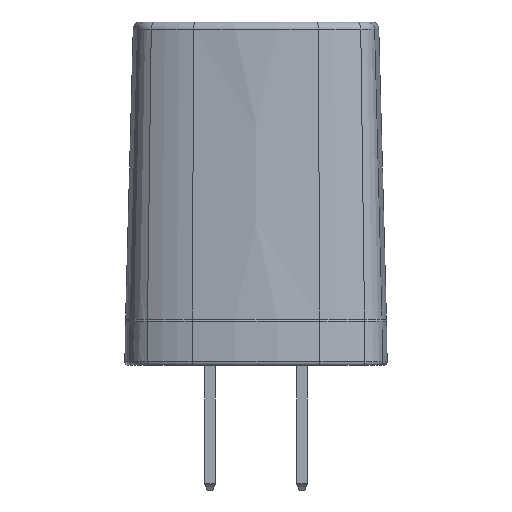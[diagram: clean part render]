
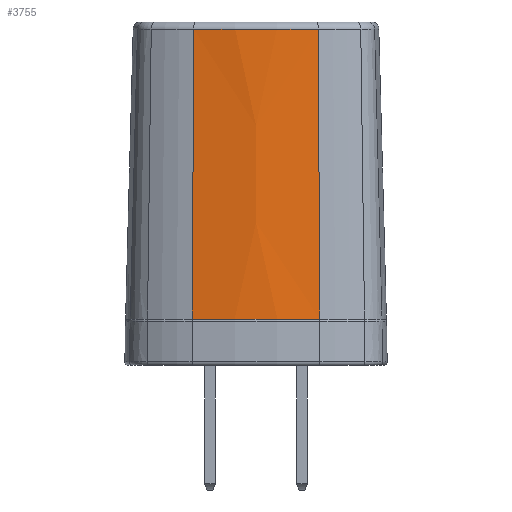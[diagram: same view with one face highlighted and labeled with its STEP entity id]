
A CAD part, front view. The second image highlights one B-rep face of the part: STEP entity #3755.
In plain terms, the highlighted conical face has half-angle 1.5 degrees and reference radius 44.476 mm.
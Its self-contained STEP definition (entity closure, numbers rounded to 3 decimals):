
#14=CARTESIAN_POINT('',(0.,33.75,6.4));
#15=DIRECTION('',(0.,0.,1.));
#16=DIRECTION('',(-0.196,-0.981,0.));
#17=AXIS2_PLACEMENT_3D('',#14,#15,#16);
#144=DIRECTION('',(0.005,0.026,1.));
#145=VECTOR('',#144,40.04);
#146=CARTESIAN_POINT('',(-8.8,-10.381,6.4));
#147=LINE('',#146,#145);
#153=CARTESIAN_POINT('',(0.,33.75,46.426));
#154=DIRECTION('',(0.,0.,-1.));
#155=DIRECTION('',(0.196,-0.981,0.));
#156=AXIS2_PLACEMENT_3D('',#153,#154,#155);
#428=DIRECTION('',(-0.005,0.026,1.));
#429=VECTOR('',#428,40.04);
#430=CARTESIAN_POINT('',(8.8,-10.381,6.4));
#431=LINE('',#430,#429);
#3025=CARTESIAN_POINT('',(-8.8,-10.381,6.4));
#3026=CARTESIAN_POINT('',(8.8,-10.381,6.4));
#3027=VERTEX_POINT('',#3025);
#3028=VERTEX_POINT('',#3026);
#3077=CARTESIAN_POINT('',(8.595,-9.353,46.426));
#3078=CARTESIAN_POINT('',(-8.595,-9.353,
46.426));
#3079=VERTEX_POINT('',#3077);
#3080=VERTEX_POINT('',#3078);
#3741=CARTESIAN_POINT('',(0.,33.75,26.413));
#3742=DIRECTION('',(0.,0.,-1.));
#3743=DIRECTION('',(-1.,0.,0.));
#3744=AXIS2_PLACEMENT_3D('',#3741,#3742,#3743);
#3745=CONICAL_SURFACE('',#3744,44.476,1.5);
#3747=ORIENTED_EDGE('',*,*,#3746,.F.);
#3749=ORIENTED_EDGE('',*,*,#3748,.F.);
#3750=ORIENTED_EDGE('',*,*,#3684,.F.);
#3752=ORIENTED_EDGE('',*,*,#3751,.T.);
#3753=EDGE_LOOP('',(#3747,#3749,#3750,#3752));
#3754=FACE_OUTER_BOUND('',#3753,.F.);
#3755=ADVANCED_FACE('',(#3754),#3745,.T.);
#18=CIRCLE('',#17,45.);
#157=CIRCLE('',#156,43.952);
#3684=EDGE_CURVE('',#3027,#3028,#18,.T.);
#3746=EDGE_CURVE('',#3079,#3080,#157,.T.);
#3748=EDGE_CURVE('',#3028,#3079,#431,.T.);
#3751=EDGE_CURVE('',#3027,#3080,#147,.T.);
